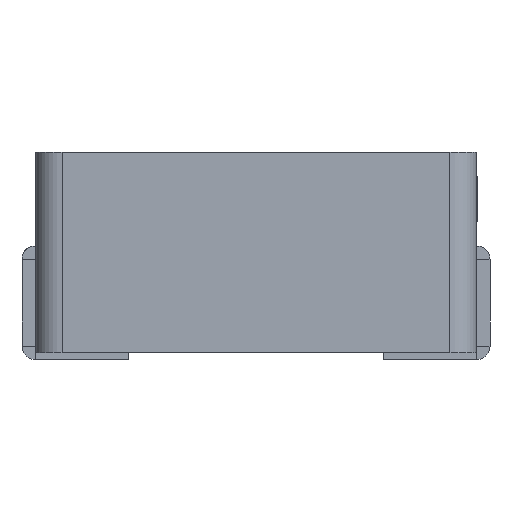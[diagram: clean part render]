
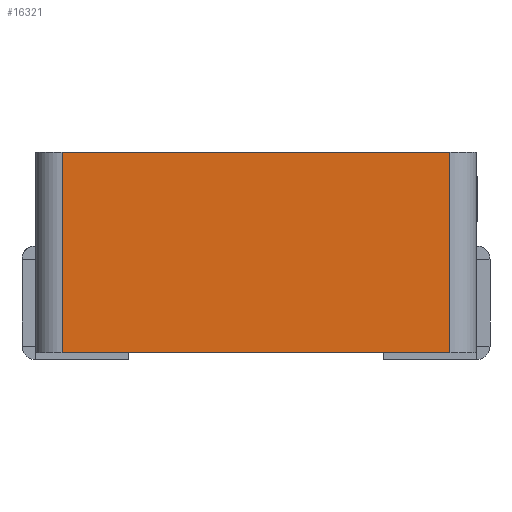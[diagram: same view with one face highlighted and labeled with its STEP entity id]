
A CAD part, front view. The second image highlights one B-rep face of the part: STEP entity #16321.
In plain terms, the highlighted planar face has unit normal (0, -1, 0).
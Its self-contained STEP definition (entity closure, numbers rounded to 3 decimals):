
#2006 = CARTESIAN_POINT ( 'NONE',  ( 2.9, -3.3, 3.1 ) ) ;
#2358 = AXIS2_PLACEMENT_3D ( 'NONE', #15262, #16904, #3779 ) ;
#3089 = EDGE_CURVE ( 'NONE', #10626, #5044, #13578, .T. ) ;
#3466 = VERTEX_POINT ( 'NONE', #17585 ) ;
#3607 = ORIENTED_EDGE ( 'NONE', *, *, #8234, .T. ) ;
#3779 = DIRECTION ( 'NONE',  ( 1., 0., 0. ) ) ;
#4056 = ORIENTED_EDGE ( 'NONE', *, *, #12532, .T. ) ;
#4124 = VECTOR ( 'NONE', #6522, 1000. ) ;
#4414 = CARTESIAN_POINT ( 'NONE',  ( -2.9, -3.3, 3.1 ) ) ;
#4968 = CARTESIAN_POINT ( 'NONE',  ( -3.3, -3.3, 0.1 ) ) ;
#5044 = VERTEX_POINT ( 'NONE', #9412 ) ;
#5546 = EDGE_LOOP ( 'NONE', ( #14850, #3607, #11565, #4056 ) ) ;
#6046 = CARTESIAN_POINT ( 'NONE',  ( -2.9, -3.3, 0.1 ) ) ;
#6522 = DIRECTION ( 'NONE',  ( 0., 0., 1. ) ) ;
#7762 = LINE ( 'NONE', #2006, #4124 ) ;
#7855 = DIRECTION ( 'NONE',  ( 1., 0., 0. ) ) ;
#8234 = EDGE_CURVE ( 'NONE', #5044, #3466, #7762, .T. ) ;
#8328 = VECTOR ( 'NONE', #7855, 1000. ) ;
#8916 = VECTOR ( 'NONE', #13988, 1000. ) ;
#9412 = CARTESIAN_POINT ( 'NONE',  ( 2.9, -3.3, 0.1 ) ) ;
#9437 = PLANE ( 'NONE',  #2358 ) ;
#10626 = VERTEX_POINT ( 'NONE', #6046 ) ;
#10914 = LINE ( 'NONE', #16756, #8328 ) ;
#11029 = CARTESIAN_POINT ( 'NONE',  ( -2.9, -3.3, 3.1 ) ) ;
#11565 = ORIENTED_EDGE ( 'NONE', *, *, #13726, .F. ) ;
#12532 = EDGE_CURVE ( 'NONE', #15353, #10626, #14966, .T. ) ;
#13578 = LINE ( 'NONE', #4968, #14586 ) ;
#13726 = EDGE_CURVE ( 'NONE', #15353, #3466, #10914, .T. ) ;
#13988 = DIRECTION ( 'NONE',  ( 0., 0., -1. ) ) ;
#14586 = VECTOR ( 'NONE', #17885, 1000. ) ;
#14850 = ORIENTED_EDGE ( 'NONE', *, *, #3089, .T. ) ;
#14966 = LINE ( 'NONE', #11029, #8916 ) ;
#15262 = CARTESIAN_POINT ( 'NONE',  ( -3.3, -3.3, 3.1 ) ) ;
#15353 = VERTEX_POINT ( 'NONE', #4414 ) ;
#16321 = ADVANCED_FACE ( 'NONE', ( #16711 ), #9437, .F. ) ;
#16711 = FACE_OUTER_BOUND ( 'NONE', #5546, .T. ) ;
#16756 = CARTESIAN_POINT ( 'NONE',  ( -3.3, -3.3, 3.1 ) ) ;
#16904 = DIRECTION ( 'NONE',  ( 0., 1., 0. ) ) ;
#17585 = CARTESIAN_POINT ( 'NONE',  ( 2.9, -3.3, 3.1 ) ) ;
#17885 = DIRECTION ( 'NONE',  ( 1., 0., 0. ) ) ;
